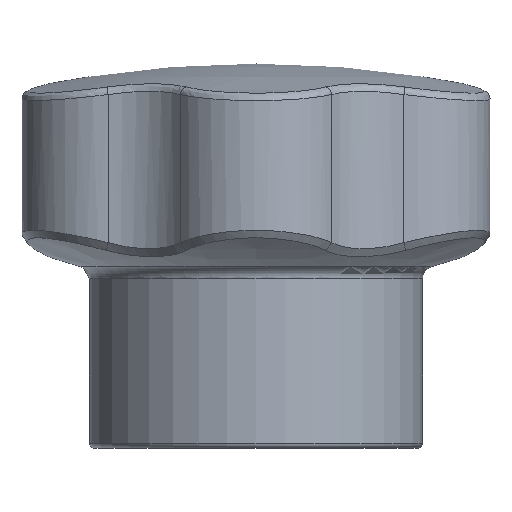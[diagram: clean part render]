
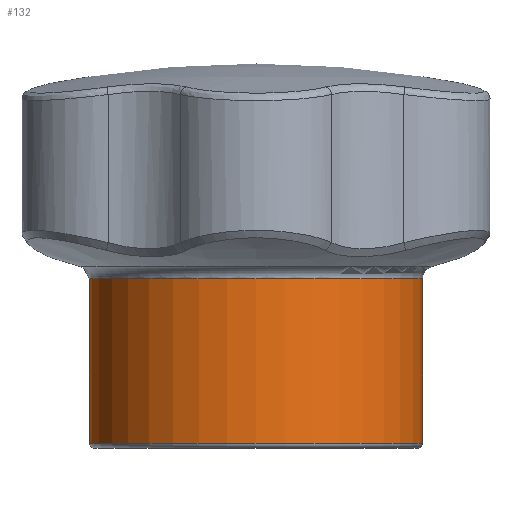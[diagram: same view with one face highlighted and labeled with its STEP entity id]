
A CAD part, front view. The second image highlights one B-rep face of the part: STEP entity #132.
In plain terms, the highlighted cylindrical face has radius 6.5 mm (diameter 13 mm), a full revolution.
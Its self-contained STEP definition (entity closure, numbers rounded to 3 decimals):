
#132 = ADVANCED_FACE( '', ( #279, #280 ), #281, .T. );
#279 = FACE_OUTER_BOUND( '', #1598, .T. );
#280 = FACE_OUTER_BOUND( '', #1599, .T. );
#281 = CYLINDRICAL_SURFACE( '', #1600, 6.5 );
#1598 = EDGE_LOOP( '', ( #2545 ) );
#1599 = EDGE_LOOP( '', ( #2546 ) );
#1600 = AXIS2_PLACEMENT_3D( '', #2547, #2548, #2549 );
#2545 = ORIENTED_EDGE( '', *, *, #2715, .T. );
#2546 = ORIENTED_EDGE( '', *, *, #2651, .T. );
#2547 = CARTESIAN_POINT( '', ( 0., 0., 15. ) );
#2548 = DIRECTION( '', ( 0., 0., -1. ) );
#2549 = DIRECTION( '', ( 1., 0., 0. ) );
#2651 = EDGE_CURVE( '', #2794, #2794, #2795, .T. );
#2715 = EDGE_CURVE( '', #2897, #2897, #2898, .F. );
#2794 = VERTEX_POINT( '', #2988 );
#2795 = CIRCLE( '', #2989, 6.5 );
#2897 = VERTEX_POINT( '', #3950 );
#2898 = CIRCLE( '', #3951, 6.5 );
#2988 = CARTESIAN_POINT( '', ( 6.5, 0., 0.2 ) );
#2989 = AXIS2_PLACEMENT_3D( '', #4773, #4774, #4775 );
#3950 = CARTESIAN_POINT( '', ( 6.5, 0., 6.609 ) );
#3951 = AXIS2_PLACEMENT_3D( '', #4810, #4811, #4812 );
#4773 = CARTESIAN_POINT( '', ( 0., 0., 0.2 ) );
#4774 = DIRECTION( '', ( 0., 0., 1. ) );
#4775 = DIRECTION( '', ( 1., 0., 0. ) );
#4810 = CARTESIAN_POINT( '', ( 0., 0., 6.609 ) );
#4811 = DIRECTION( '', ( 0., 0., 1. ) );
#4812 = DIRECTION( '', ( 1., 0., 0. ) );
